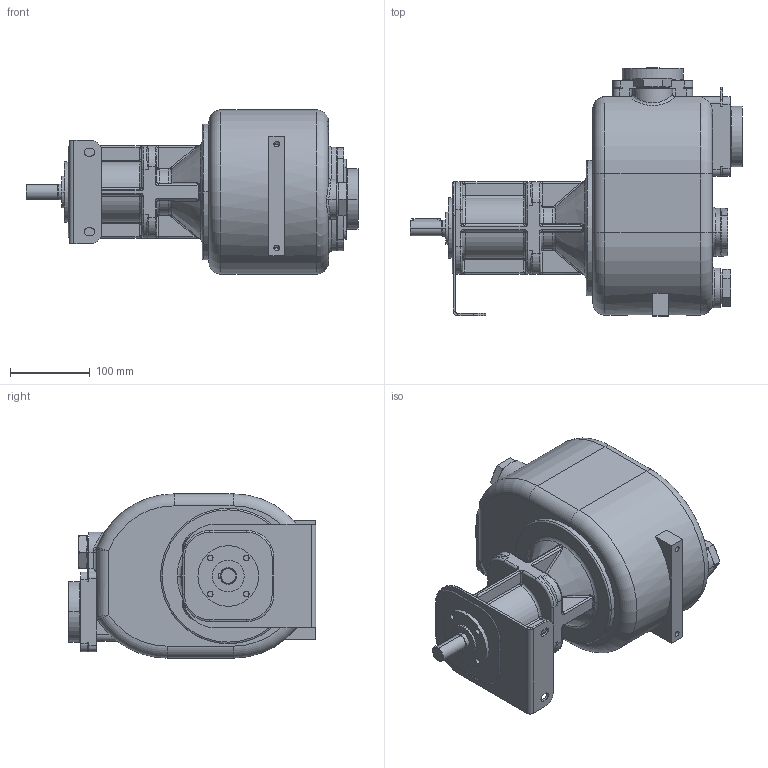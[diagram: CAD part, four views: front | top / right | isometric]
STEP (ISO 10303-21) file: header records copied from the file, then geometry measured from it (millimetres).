
FILE_DESCRIPTION((''),'2;1');
FILE_NAME('S_50_B','2020-04-22T10:28:05',('Nicola'),(''),'CREO PARAMETRIC BY PTC INC, 2019471','CREO PARAMETRIC BY PTC INC, 2019471','');
FILE_SCHEMA(('CONFIG_CONTROL_DESIGN'));
Length unit declared in the file: millimetre
Products named in the file (1): S_50_B
Bounding box: 416.5 x 311 x 206 mm (x, y, z)
Volume: 9358511.3 mm3; surface area: 400889.1 mm2
Topology: 1 solids, 1 shells, 637 faces, 1483 edges, 890 vertices
Faces by surface type: cylinder 261, plane 166, torus 85, bspline 75, cone 44, sphere 4, extrusion 2
Entity records: 28738 total; most frequent: CARTESIAN_POINT 14455, DIRECTION 3054, ORIENTED_EDGE 2958, EDGE_CURVE 1479, AXIS2_PLACEMENT_3D 1252, VERTEX_POINT 890, CIRCLE 690, EDGE_LOOP 687
